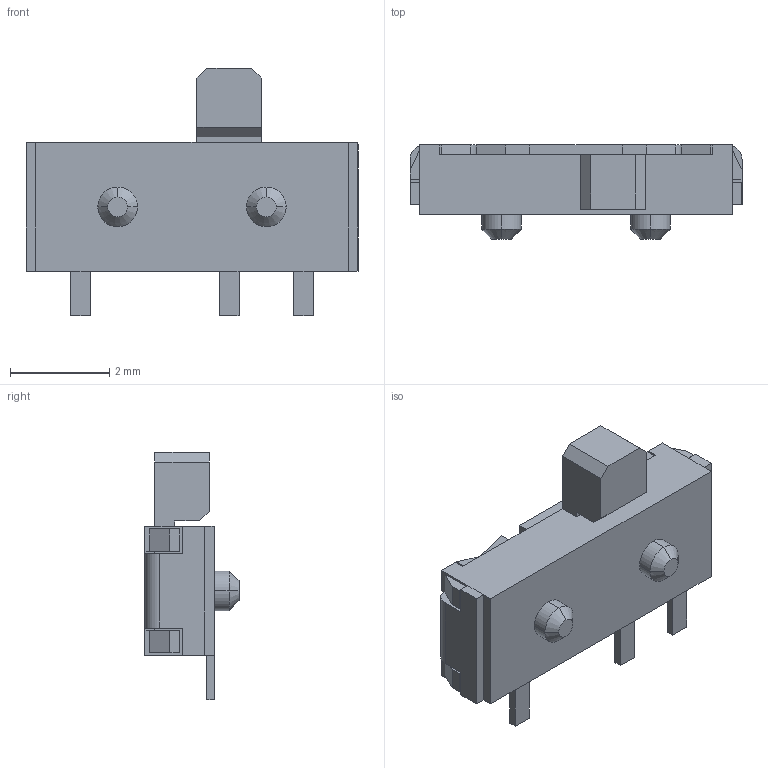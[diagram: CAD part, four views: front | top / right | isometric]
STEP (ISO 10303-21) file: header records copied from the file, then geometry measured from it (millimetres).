
FILE_DESCRIPTION (( 'STEP AP214' ), '1' );
FILE_NAME ('SSSS810701.STEP', '2011-03-29T10:08:01', ( '' ), ( '' ), 'SwSTEP 2.0', 'SolidWorks 2007', '' );
FILE_SCHEMA (( 'AUTOMOTIVE_DESIGN' ));
Length unit declared in the file: millimetre
Products named in the file (1): SSSS810701
Bounding box: 6.7 x 1.9 x 5 mm (x, y, z)
Volume: 26.3 mm3; surface area: 76.2 mm2
Topology: 1 solids, 1 shells, 142 faces, 374 edges, 236 vertices
Faces by surface type: plane 122, cylinder 14, cone 6
Entity records: 5855 total; most frequent: CARTESIAN_POINT 755, ORIENTED_EDGE 748, DIRECTION 692, EDGE_CURVE 374, VECTOR 338, LINE 338, VERTEX_POINT 236, AXIS2_PLACEMENT_3D 177
